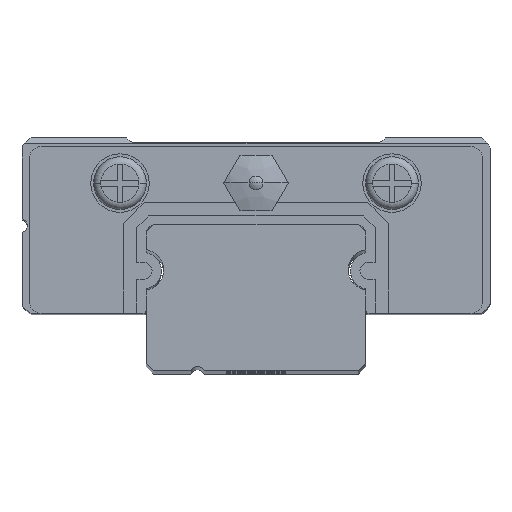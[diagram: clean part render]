
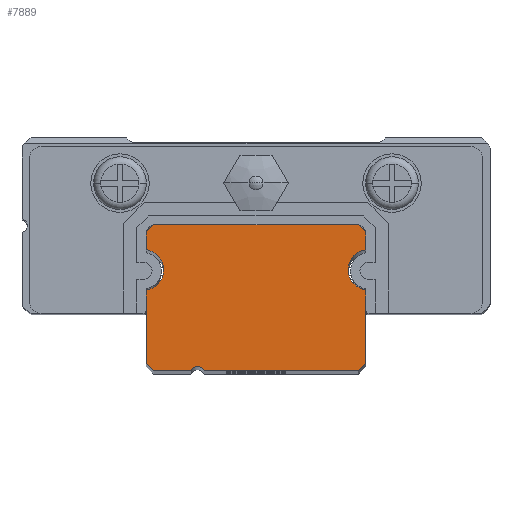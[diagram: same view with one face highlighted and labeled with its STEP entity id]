
A CAD part, top view. The second image highlights one B-rep face of the part: STEP entity #7889.
In plain terms, the highlighted planar face has unit normal (0, 0, 1).
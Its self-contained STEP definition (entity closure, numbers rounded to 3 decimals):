
#10 = CARTESIAN_POINT ( 'NONE',  ( -7.5, 0., 0. ) ) ;
#26 = DIRECTION ( 'NONE',  ( 1., 0., 0. ) ) ;
#88 = ORIENTED_EDGE ( 'NONE', *, *, #1556, .F. ) ;
#171 = CARTESIAN_POINT ( 'NONE',  ( 0., 5., 0. ) ) ;
#303 = VERTEX_POINT ( 'NONE', #2755 ) ;
#311 = LINE ( 'NONE', #5165, #5986 ) ;
#331 = CARTESIAN_POINT ( 'NONE',  ( -6., 6., 0. ) ) ;
#407 = LINE ( 'NONE', #6387, #5044 ) ;
#523 = DIRECTION ( 'NONE',  ( 0.707, 0.707, 0. ) ) ;
#605 = EDGE_CURVE ( 'NONE', #2161, #2302, #8040, .T. ) ;
#685 = CARTESIAN_POINT ( 'NONE',  ( 7., -5., 0. ) ) ;
#748 = ORIENTED_EDGE ( 'NONE', *, *, #7603, .T. ) ;
#822 = LINE ( 'NONE', #171, #1205 ) ;
#845 = CARTESIAN_POINT ( 'NONE',  ( -7.5, 0., 0. ) ) ;
#886 = ORIENTED_EDGE ( 'NONE', *, *, #3527, .T. ) ;
#1080 = DIRECTION ( 'NONE',  ( -0.707, -0.707, 0. ) ) ;
#1112 = CARTESIAN_POINT ( 'NONE',  ( 7.5, 0., 0. ) ) ;
#1163 = CIRCLE ( 'NONE', #6827, 0.5 ) ;
#1205 = VECTOR ( 'NONE', #26, 1000. ) ;
#1228 = LINE ( 'NONE', #6083, #8073 ) ;
#1239 = CARTESIAN_POINT ( 'NONE',  ( 7.5, 0.525, 0. ) ) ;
#1355 = DIRECTION ( 'NONE',  ( 1., 0., 0. ) ) ;
#1556 = EDGE_CURVE ( 'NONE', #7710, #6075, #1163, .T. ) ;
#1582 = CARTESIAN_POINT ( 'NONE',  ( 0., -5., 0. ) ) ;
#1621 = CARTESIAN_POINT ( 'NONE',  ( -7., 5., 0. ) ) ;
#1782 = CARTESIAN_POINT ( 'NONE',  ( -7.5, 0.525, 0. ) ) ;
#1846 = EDGE_CURVE ( 'NONE', #6020, #4360, #2726, .T. ) ;
#1984 = CARTESIAN_POINT ( 'NONE',  ( 0., 0., 0. ) ) ;
#1992 = DIRECTION ( 'NONE',  ( 0.707, -0.707, 0. ) ) ;
#2015 = EDGE_CURVE ( 'NONE', #303, #4232, #2295, .T. ) ;
#2161 = VERTEX_POINT ( 'NONE', #1782 ) ;
#2295 = LINE ( 'NONE', #845, #2665 ) ;
#2302 = VERTEX_POINT ( 'NONE', #6266 ) ;
#2367 = AXIS2_PLACEMENT_3D ( 'NONE', #7901, #3650, #9208 ) ;
#2413 = CARTESIAN_POINT ( 'NONE',  ( -7.5, 3.275, 0. ) ) ;
#2425 = DIRECTION ( 'NONE',  ( 0., 0., -1. ) ) ;
#2439 = CIRCLE ( 'NONE', #3326, 1.389 ) ;
#2486 = VERTEX_POINT ( 'NONE', #5014 ) ;
#2642 = CARTESIAN_POINT ( 'NONE',  ( -3.542, -5., 0. ) ) ;
#2665 = VECTOR ( 'NONE', #2867, 1000. ) ;
#2701 = ORIENTED_EDGE ( 'NONE', *, *, #605, .F. ) ;
#2726 = LINE ( 'NONE', #8466, #5503 ) ;
#2744 = CARTESIAN_POINT ( 'NONE',  ( 7.5, 4.5, 0. ) ) ;
#2755 = CARTESIAN_POINT ( 'NONE',  ( -7.5, 4.5, 0. ) ) ;
#2765 = CARTESIAN_POINT ( 'NONE',  ( 7., 5., 0. ) ) ;
#2867 = DIRECTION ( 'NONE',  ( 0., -1., 0. ) ) ;
#3050 = EDGE_CURVE ( 'NONE', #3536, #4360, #6799, .T. ) ;
#3114 = EDGE_CURVE ( 'NONE', #3536, #8957, #5978, .T. ) ;
#3130 = VERTEX_POINT ( 'NONE', #2744 ) ;
#3138 = ORIENTED_EDGE ( 'NONE', *, *, #7020, .T. ) ;
#3249 = VECTOR ( 'NONE', #4344, 1000. ) ;
#3326 = AXIS2_PLACEMENT_3D ( 'NONE', #6912, #3400, #1355 ) ;
#3344 = EDGE_CURVE ( 'NONE', #3447, #8493, #822, .T. ) ;
#3353 = CARTESIAN_POINT ( 'NONE',  ( -4., -5.2, 0. ) ) ;
#3400 = DIRECTION ( 'NONE',  ( 0., 0., 1. ) ) ;
#3447 = VERTEX_POINT ( 'NONE', #1621 ) ;
#3527 = EDGE_CURVE ( 'NONE', #7710, #6020, #311, .T. ) ;
#3536 = VERTEX_POINT ( 'NONE', #1239 ) ;
#3584 = VECTOR ( 'NONE', #8119, 1000. ) ;
#3650 = DIRECTION ( 'NONE',  ( 0., 0., 1. ) ) ;
#3734 = CARTESIAN_POINT ( 'NONE',  ( 7.5, -4.5, 0. ) ) ;
#3939 = EDGE_CURVE ( 'NONE', #3130, #8957, #3979, .T. ) ;
#3976 = EDGE_CURVE ( 'NONE', #3130, #8493, #1228, .T. ) ;
#3979 = LINE ( 'NONE', #6965, #5839 ) ;
#4139 = FACE_OUTER_BOUND ( 'NONE', #7077, .T. ) ;
#4232 = VERTEX_POINT ( 'NONE', #2413 ) ;
#4248 = CARTESIAN_POINT ( 'NONE',  ( -4.458, -5., 0. ) ) ;
#4265 = LINE ( 'NONE', #10, #8994 ) ;
#4278 = DIRECTION ( 'NONE',  ( 0., 0., 1. ) ) ;
#4344 = DIRECTION ( 'NONE',  ( 1., 0., 0. ) ) ;
#4360 = VERTEX_POINT ( 'NONE', #3734 ) ;
#4473 = DIRECTION ( 'NONE',  ( 1., 0., 0. ) ) ;
#4523 = ORIENTED_EDGE ( 'NONE', *, *, #7348, .T. ) ;
#4732 = CARTESIAN_POINT ( 'NONE',  ( -7.5, -4.5, 0. ) ) ;
#4780 = DIRECTION ( 'NONE',  ( 0., -1., 0. ) ) ;
#5014 = CARTESIAN_POINT ( 'NONE',  ( -7., -5., 0. ) ) ;
#5044 = VECTOR ( 'NONE', #1992, 1000. ) ;
#5115 = ORIENTED_EDGE ( 'NONE', *, *, #3344, .F. ) ;
#5165 = CARTESIAN_POINT ( 'NONE',  ( 0., -5., 0. ) ) ;
#5317 = DIRECTION ( 'NONE',  ( 1., 0., 0. ) ) ;
#5454 = ORIENTED_EDGE ( 'NONE', *, *, #3976, .T. ) ;
#5503 = VECTOR ( 'NONE', #523, 1000. ) ;
#5526 = AXIS2_PLACEMENT_3D ( 'NONE', #8874, #2425, #5317 ) ;
#5634 = DIRECTION ( 'NONE',  ( 1., 0., 0. ) ) ;
#5744 = EDGE_CURVE ( 'NONE', #2161, #6171, #4265, .T. ) ;
#5839 = VECTOR ( 'NONE', #4780, 1000. ) ;
#5978 = CIRCLE ( 'NONE', #5526, 1.389 ) ;
#5986 = VECTOR ( 'NONE', #4473, 1000. ) ;
#5994 = EDGE_CURVE ( 'NONE', #2302, #4232, #2439, .T. ) ;
#6020 = VERTEX_POINT ( 'NONE', #685 ) ;
#6075 = VERTEX_POINT ( 'NONE', #4248 ) ;
#6083 = CARTESIAN_POINT ( 'NONE',  ( 6., 6., 0. ) ) ;
#6171 = VERTEX_POINT ( 'NONE', #4732 ) ;
#6203 = DIRECTION ( 'NONE',  ( 0., 0., 1. ) ) ;
#6266 = CARTESIAN_POINT ( 'NONE',  ( -6.311, 1.9, 0. ) ) ;
#6387 = CARTESIAN_POINT ( 'NONE',  ( -6., -6., 0. ) ) ;
#6507 = ORIENTED_EDGE ( 'NONE', *, *, #3050, .F. ) ;
#6799 = LINE ( 'NONE', #1112, #3584 ) ;
#6827 = AXIS2_PLACEMENT_3D ( 'NONE', #3353, #6203, #8918 ) ;
#6912 = CARTESIAN_POINT ( 'NONE',  ( -7.7, 1.9, 0. ) ) ;
#6965 = CARTESIAN_POINT ( 'NONE',  ( 7.5, 0., 0. ) ) ;
#7020 = EDGE_CURVE ( 'NONE', #3447, #303, #8042, .T. ) ;
#7077 = EDGE_LOOP ( 'NONE', ( #7944, #4523, #748, #88, #886, #8077, #6507, #7932, #9031, #5454, #5115, #3138, #7897, #7809, #2701 ) ) ;
#7348 = EDGE_CURVE ( 'NONE', #6171, #2486, #407, .T. ) ;
#7576 = VECTOR ( 'NONE', #1080, 1000. ) ;
#7603 = EDGE_CURVE ( 'NONE', #2486, #6075, #8831, .T. ) ;
#7710 = VERTEX_POINT ( 'NONE', #2642 ) ;
#7809 = ORIENTED_EDGE ( 'NONE', *, *, #5994, .F. ) ;
#7861 = DIRECTION ( 'NONE',  ( 0., -1., 0. ) ) ;
#7889 = ADVANCED_FACE ( 'NONE', ( #4139 ), #9097, .T. ) ;
#7897 = ORIENTED_EDGE ( 'NONE', *, *, #2015, .T. ) ;
#7901 = CARTESIAN_POINT ( 'NONE',  ( -7.7, 1.9, 0. ) ) ;
#7932 = ORIENTED_EDGE ( 'NONE', *, *, #3114, .T. ) ;
#7944 = ORIENTED_EDGE ( 'NONE', *, *, #5744, .T. ) ;
#8040 = CIRCLE ( 'NONE', #2367, 1.389 ) ;
#8042 = LINE ( 'NONE', #331, #7576 ) ;
#8073 = VECTOR ( 'NONE', #8939, 1000. ) ;
#8077 = ORIENTED_EDGE ( 'NONE', *, *, #1846, .T. ) ;
#8119 = DIRECTION ( 'NONE',  ( 0., -1., 0. ) ) ;
#8336 = AXIS2_PLACEMENT_3D ( 'NONE', #1984, #4278, #5634 ) ;
#8466 = CARTESIAN_POINT ( 'NONE',  ( 6., -6., 0. ) ) ;
#8493 = VERTEX_POINT ( 'NONE', #2765 ) ;
#8773 = CARTESIAN_POINT ( 'NONE',  ( 7.5, 3.275, 0. ) ) ;
#8831 = LINE ( 'NONE', #1582, #3249 ) ;
#8874 = CARTESIAN_POINT ( 'NONE',  ( 7.7, 1.9, 0. ) ) ;
#8918 = DIRECTION ( 'NONE',  ( 1., 0., 0. ) ) ;
#8939 = DIRECTION ( 'NONE',  ( -0.707, 0.707, 0. ) ) ;
#8957 = VERTEX_POINT ( 'NONE', #8773 ) ;
#8994 = VECTOR ( 'NONE', #7861, 1000. ) ;
#9031 = ORIENTED_EDGE ( 'NONE', *, *, #3939, .F. ) ;
#9097 = PLANE ( 'NONE',  #8336 ) ;
#9208 = DIRECTION ( 'NONE',  ( 1., 0., 0. ) ) ;
